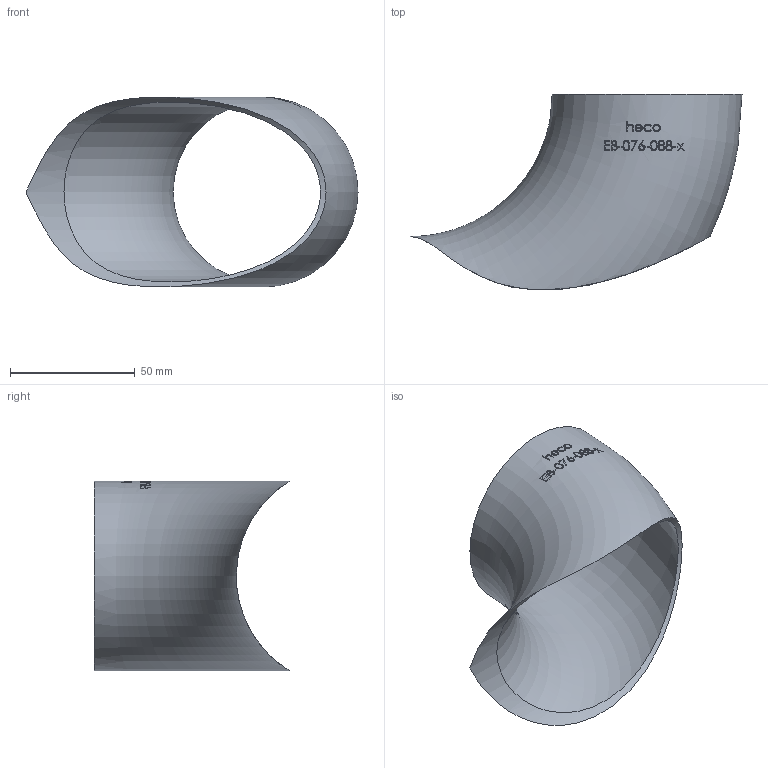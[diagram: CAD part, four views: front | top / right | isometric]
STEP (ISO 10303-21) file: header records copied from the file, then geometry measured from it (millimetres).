
FILE_DESCRIPTION (( 'STEP AP214' ), '1' );
FILE_NAME ('EB-076-088-x Einschweißbogen 1901.STEP', '2019-01-10T09:42:49', ( '' ), ( '' ), 'SwSTEP 2.0', 'SolidWorks 2016', '' );
FILE_SCHEMA (( 'AUTOMOTIVE_DESIGN' ));
Length unit declared in the file: millimetre
Products named in the file (1): EB-076-088-x Einschweißbogen 1901
Bounding box: 133.05 x 78.42 x 76.11 mm (x, y, z)
Volume: 36770.8 mm3; surface area: 38774.6 mm2
Topology: 1 solids, 1 shells, 204 faces, 533 edges, 356 vertices
Faces by surface type: bspline 105, plane 68, torus 30, cylinder 1
Entity records: 14843 total; most frequent: CARTESIAN_POINT 8634, ORIENTED_EDGE 1040, EDGE_CURVE 520, DIRECTION 374, VERTEX_POINT 348, B_SPLINE_CURVE_WITH_KNOTS 346, EDGE_LOOP 234, FACE_OUTER_BOUND 205
